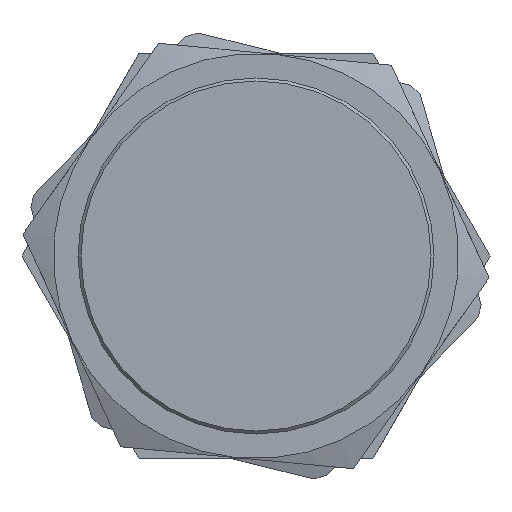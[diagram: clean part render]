
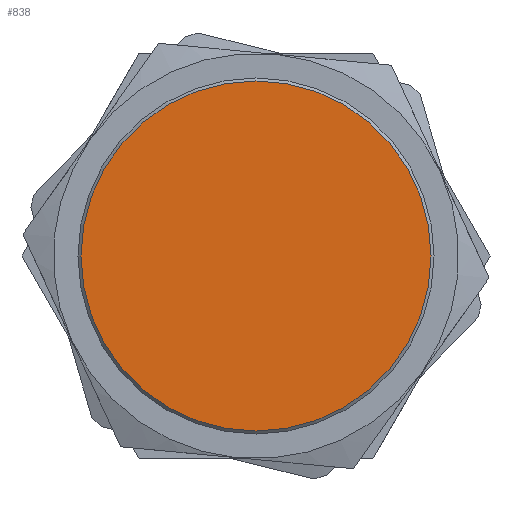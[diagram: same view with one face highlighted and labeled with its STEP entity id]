
A CAD part, front view. The second image highlights one B-rep face of the part: STEP entity #838.
In plain terms, the highlighted planar face has unit normal (0, -1, 0).
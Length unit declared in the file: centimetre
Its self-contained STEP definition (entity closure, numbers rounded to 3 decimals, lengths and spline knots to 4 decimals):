
#210=FACE_OUTER_BOUND('',#267,.T.);
#267=EDGE_LOOP('',(#580));
#342=CIRCLE('',#899,0.95);
#385=VERTEX_POINT('',#1236);
#464=EDGE_CURVE('',#385,#385,#342,.T.);
#580=ORIENTED_EDGE('',*,*,#464,.F.);
#812=PLANE('',#898);
#838=ADVANCED_FACE('',(#210),#812,.F.);
#898=AXIS2_PLACEMENT_3D('',#1235,#1001,#1002);
#899=AXIS2_PLACEMENT_3D('',#1237,#1003,#1004);
#1001=DIRECTION('center_axis',(0.,1.,0.));
#1002=DIRECTION('ref_axis',(0.,0.,1.));
#1003=DIRECTION('center_axis',(0.,1.,0.));
#1004=DIRECTION('ref_axis',(1.,0.,0.));
#1235=CARTESIAN_POINT('Origin',(1.6166,0.28,1.4));
#1236=CARTESIAN_POINT('',(0.6666,0.28,1.4));
#1237=CARTESIAN_POINT('Origin',(1.6166,0.28,1.4));
